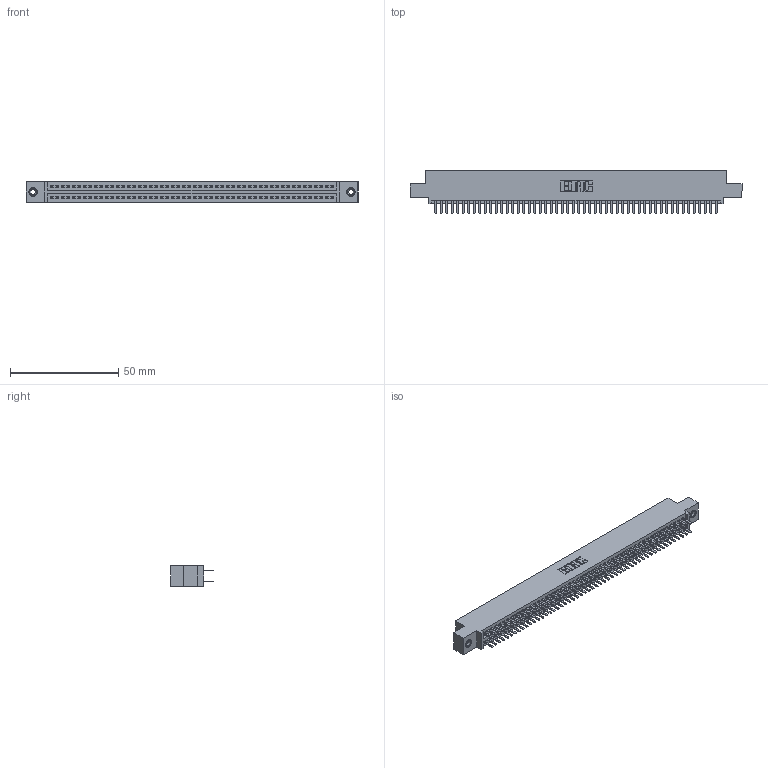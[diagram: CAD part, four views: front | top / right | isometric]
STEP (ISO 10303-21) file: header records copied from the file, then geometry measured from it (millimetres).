
FILE_DESCRIPTION (( 'STEP AP203' ), '1' );
FILE_NAME ('345-104-520-508.STEP', '2018-10-05T22:29:21', ( '' ), ( '' ), 'SwSTEP 2.0', 'SolidWorks 2016', '' );
FILE_SCHEMA (( 'CONFIG_CONTROL_DESIGN' ));
Length unit declared in the file: inch
Products named in the file (4): 345-250-001_345-250-003-102; 345-104-520-508; 345-292-001_345-293-120; 345 Part_0.110 Offset - 0.156 Dia-TI
Assembly tree (107 placements, depth 2):
  345-104-520-508
    345 Part_0.110 Offset - 0.156 Dia-TI
    345-292-001_345-293-120  x104
    345-250-001_345-250-003-102  x2
Bounding box: 153.29 x 19.68 x 9.4 mm (x, y, z)
Volume: 14857.9 mm3; surface area: 22165.1 mm2
Topology: 107 solids, 107 shells, 5806 faces, 16817 edges, 10926 vertices
Faces by surface type: plane 3756, cylinder 2034, cone 12, torus 4
Entity records: 40886 total; most frequent: CARTESIAN_POINT 6839, ORIENTED_EDGE 6754, DIRECTION 6031, EDGE_CURVE 3377, LINE 3013, VECTOR 3013, VERTEX_POINT 2244, AXIS2_PLACEMENT_3D 1509
